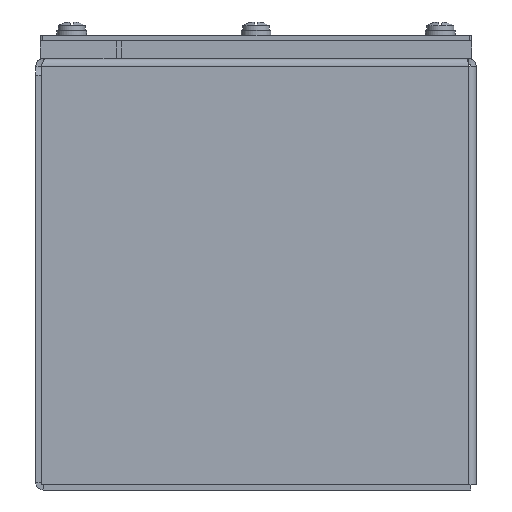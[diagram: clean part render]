
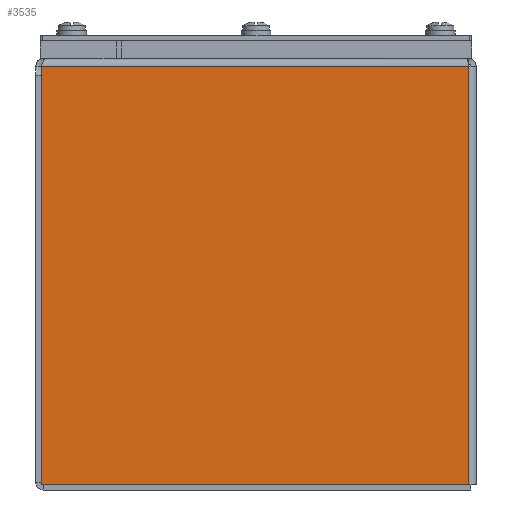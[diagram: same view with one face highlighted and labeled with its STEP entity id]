
A CAD part, left-side view. The second image highlights one B-rep face of the part: STEP entity #3535.
In plain terms, the highlighted planar face has unit normal (-1, 0, 0).
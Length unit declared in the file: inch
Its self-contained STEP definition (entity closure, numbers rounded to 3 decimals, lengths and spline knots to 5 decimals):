
#199=PLANE('',#3952);
#406=FACE_OUTER_BOUND('',#615,.T.);
#615=EDGE_LOOP('',(#2488,#2489,#2490,#2491));
#821=LINE('',#5408,#1095);
#865=LINE('',#5671,#1139);
#866=LINE('',#5675,#1140);
#867=LINE('',#5676,#1141);
#1095=VECTOR('',#4320,0.3937);
#1139=VECTOR('',#4434,0.3937);
#1140=VECTOR('',#4439,0.3937);
#1141=VECTOR('',#4440,0.3937);
#1516=VERTEX_POINT('',#5405);
#1517=VERTEX_POINT('',#5407);
#1549=VERTEX_POINT('',#5670);
#1550=VERTEX_POINT('',#5674);
#1841=EDGE_CURVE('',#1517,#1516,#821,.T.);
#1905=EDGE_CURVE('',#1549,#1517,#865,.T.);
#1907=EDGE_CURVE('',#1550,#1516,#866,.T.);
#1908=EDGE_CURVE('',#1549,#1550,#867,.T.);
#2488=ORIENTED_EDGE('',*,*,#1841,.T.);
#2489=ORIENTED_EDGE('',*,*,#1907,.F.);
#2490=ORIENTED_EDGE('',*,*,#1908,.F.);
#2491=ORIENTED_EDGE('',*,*,#1905,.T.);
#3535=ADVANCED_FACE('',(#406),#199,.F.);
#3952=AXIS2_PLACEMENT_3D('',#5673,#4437,#4438);
#4320=DIRECTION('',(0.,0.,1.));
#4434=DIRECTION('',(0.,-1.,0.));
#4437=DIRECTION('center_axis',(1.,0.,0.));
#4438=DIRECTION('ref_axis',(0.,0.,
-1.));
#4439=DIRECTION('',(0.,-1.,0.));
#4440=DIRECTION('',(0.,0.,1.));
#5405=CARTESIAN_POINT('',(-4.0625,-2.89475,6.051));
#5407=CARTESIAN_POINT('',(-4.0625,-2.89475,0.10525));
#5408=CARTESIAN_POINT('',(-4.0625,-2.89475,1.57506));
#5670=CARTESIAN_POINT('',(-4.0625,2.926,0.10525));
#5671=CARTESIAN_POINT('',(-4.0625,0.,0.10525));
#5673=CARTESIAN_POINT('Origin',(-4.0625,0.,
-3.91852));
#5674=CARTESIAN_POINT('',(-4.0625,2.926,6.051));
#5675=CARTESIAN_POINT('',(-4.0625,2.926,6.051));
#5676=CARTESIAN_POINT('',(-4.0625,2.926,0.10525));
